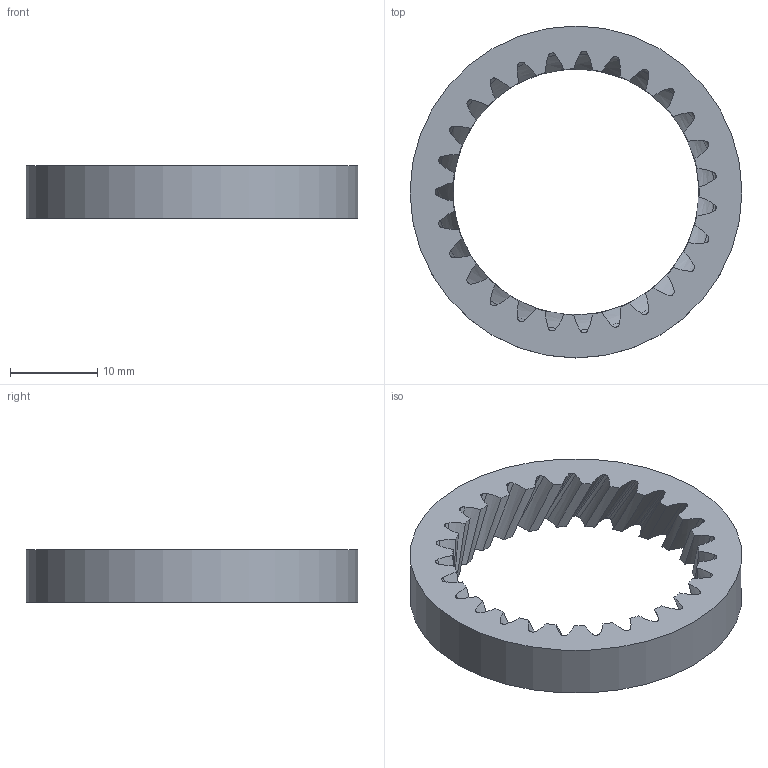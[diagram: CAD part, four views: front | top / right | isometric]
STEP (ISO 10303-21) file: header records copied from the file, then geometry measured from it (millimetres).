
FILE_DESCRIPTION(('STEP AP214'), '1');
FILE_NAME('gear-top', '', ('UNSPECIFIED'), ('UNSPECIFIED'), 'C3D Converter', 'C3D Toolkit', '');
FILE_SCHEMA(('AUTOMOTIVE_DESIGN { 1 0 10303 214 3 1 1}'));
Length unit declared in the file: millimetre
Bounding box: 38 x 38 x 6 mm (x, y, z)
Volume: 2566.6 mm3; surface area: 2638.5 mm2
Topology: 1 solids, 1 shells, 165 faces, 491 edges, 330 vertices
Faces by surface type: bspline 108, cylinder 55, plane 2
Full cylindrical faces by diameter (mm): 38 x1
Entity records: 16890 total; most frequent: CARTESIAN_POINT 12062, ORIENTED_EDGE 976, EDGE_CURVE 488, B_SPLINE_CURVE_WITH_KNOTS 380, DIRECTION 336, VERTEX_POINT 326, AXIS2_PLACEMENT_3D 168, COLOUR_RGB 168
